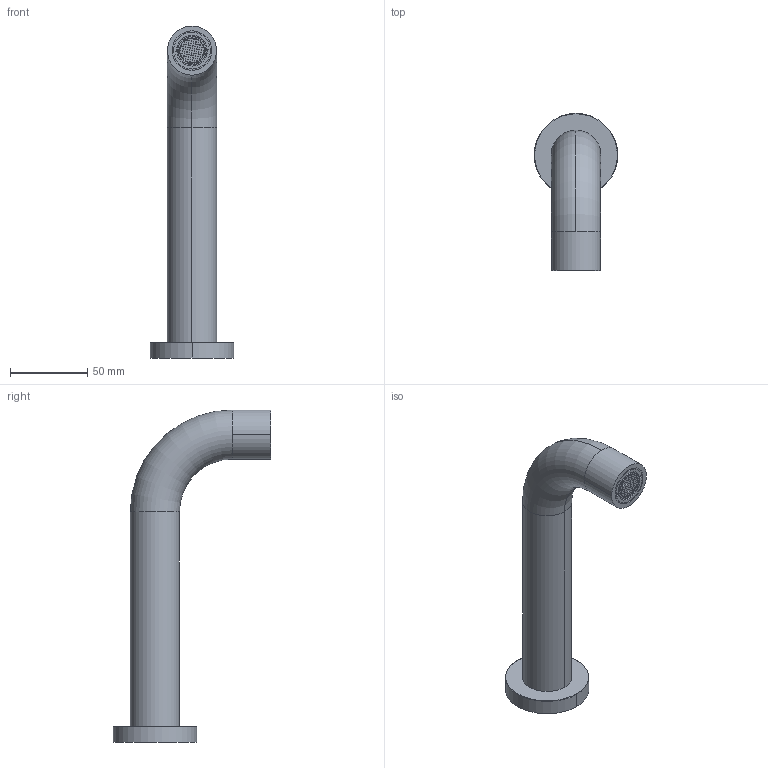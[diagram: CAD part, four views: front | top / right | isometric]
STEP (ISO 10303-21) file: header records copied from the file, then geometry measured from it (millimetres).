
FILE_DESCRIPTION (( 'STEP AP214' ), '1' );
FILE_NAME ('SUSSEX_SCALA_S32WB200_32_wall_outlet_curved_200mm_shell.STEP', '2021-06-25T01:04:11', ( '' ), ( '' ), 'SwSTEP 2.0', 'SolidWorks 2020', '' );
FILE_SCHEMA (( 'AUTOMOTIVE_DESIGN' ));
Length unit declared in the file: millimetre
Products named in the file (1): SUSSEX_SCALA_S32WB200_32_wall_outlet_curved_200mm_shell
Bounding box: 54 x 102 x 214.9 mm (x, y, z)
Surface area: 54117.5 mm2 (no closed solid volume)
Topology: 0 solids, 6 shells, 274 faces, 972 edges, 524 vertices
Faces by surface type: cylinder 246, plane 18, torus 8, cone 2
Entity records: 24266 total; most frequent: CARTESIAN_POINT 16268, ORIENTED_EDGE 1942, DIRECTION 1126, EDGE_CURVE 972, VERTEX_POINT 524, B_SPLINE_CURVE_WITH_KNOTS 464, LINE 440, VECTOR 440
